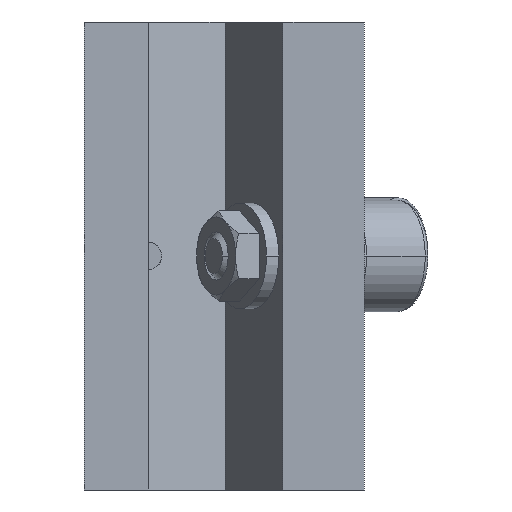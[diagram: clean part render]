
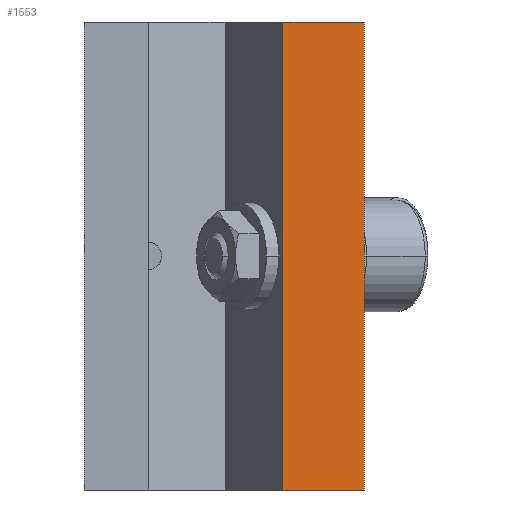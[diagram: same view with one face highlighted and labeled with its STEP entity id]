
A CAD part, left-side view. The second image highlights one B-rep face of the part: STEP entity #1553.
In plain terms, the highlighted planar face has unit normal (-1, 0, 0).
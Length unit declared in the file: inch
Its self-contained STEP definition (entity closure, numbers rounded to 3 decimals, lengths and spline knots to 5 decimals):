
#540 = CARTESIAN_POINT ( 'NONE',  ( -1.375, 0.07217, -1.3125 ) ) ;
#999 = EDGE_CURVE ( 'NONE', #4207, #4076, #4814, .T. ) ;
#1333 = VERTEX_POINT ( 'NONE', #540 ) ;
#1454 = ORIENTED_EDGE ( 'NONE', *, *, #2589, .F. ) ;
#1553 = ADVANCED_FACE ( 'NONE', ( #7686 ), #4842, .T. ) ;
#1823 = ORIENTED_EDGE ( 'NONE', *, *, #6582, .F. ) ;
#1990 = CARTESIAN_POINT ( 'NONE',  ( -1.375, 0.07217, 1.3125 ) ) ;
#2589 = EDGE_CURVE ( 'NONE', #1333, #6282, #3612, .T. ) ;
#2996 = ORIENTED_EDGE ( 'NONE', *, *, #6788, .T. ) ;
#3066 = ORIENTED_EDGE ( 'NONE', *, *, #999, .T. ) ;
#3309 = LINE ( 'NONE', #7235, #4170 ) ;
#3510 = CARTESIAN_POINT ( 'NONE',  ( -1.375, -0.385, 1.3125 ) ) ;
#3612 = LINE ( 'NONE', #4799, #5924 ) ;
#4076 = VERTEX_POINT ( 'NONE', #3510 ) ;
#4112 = AXIS2_PLACEMENT_3D ( 'NONE', #6369, #5569, #4321 ) ;
#4170 = VECTOR ( 'NONE', #7276, 39.37008 ) ;
#4207 = VERTEX_POINT ( 'NONE', #6886 ) ;
#4321 = DIRECTION ( 'NONE',  ( 0., 0., 1. ) ) ;
#4686 = DIRECTION ( 'NONE',  ( 0., -1., 0. ) ) ;
#4799 = CARTESIAN_POINT ( 'NONE',  ( -1.375, 0.07217, -1.3125 ) ) ;
#4814 = LINE ( 'NONE', #6691, #7021 ) ;
#4842 = PLANE ( 'NONE',  #4112 ) ;
#4849 = LINE ( 'NONE', #7513, #8059 ) ;
#5569 = DIRECTION ( 'NONE',  ( -1., 0., 0. ) ) ;
#5910 = EDGE_LOOP ( 'NONE', ( #1823, #1454, #2996, #3066 ) ) ;
#5924 = VECTOR ( 'NONE', #7351, 39.37008 ) ;
#6071 = DIRECTION ( 'NONE',  ( 0., 0., 1. ) ) ;
#6282 = VERTEX_POINT ( 'NONE', #1990 ) ;
#6369 = CARTESIAN_POINT ( 'NONE',  ( -1.375, 0.07217, -1.3125 ) ) ;
#6582 = EDGE_CURVE ( 'NONE', #6282, #4076, #3309, .T. ) ;
#6691 = CARTESIAN_POINT ( 'NONE',  ( -1.375, -0.385, -1.3125 ) ) ;
#6788 = EDGE_CURVE ( 'NONE', #1333, #4207, #4849, .T. ) ;
#6886 = CARTESIAN_POINT ( 'NONE',  ( -1.375, -0.385, -1.3125 ) ) ;
#7021 = VECTOR ( 'NONE', #6071, 39.37008 ) ;
#7235 = CARTESIAN_POINT ( 'NONE',  ( -1.375, 0.07217, 1.3125 ) ) ;
#7276 = DIRECTION ( 'NONE',  ( 0., -1., 0. ) ) ;
#7351 = DIRECTION ( 'NONE',  ( 0., 0., 1. ) ) ;
#7513 = CARTESIAN_POINT ( 'NONE',  ( -1.375, 0.07217, -1.3125 ) ) ;
#7686 = FACE_OUTER_BOUND ( 'NONE', #5910, .T. ) ;
#8059 = VECTOR ( 'NONE', #4686, 39.37008 ) ;
